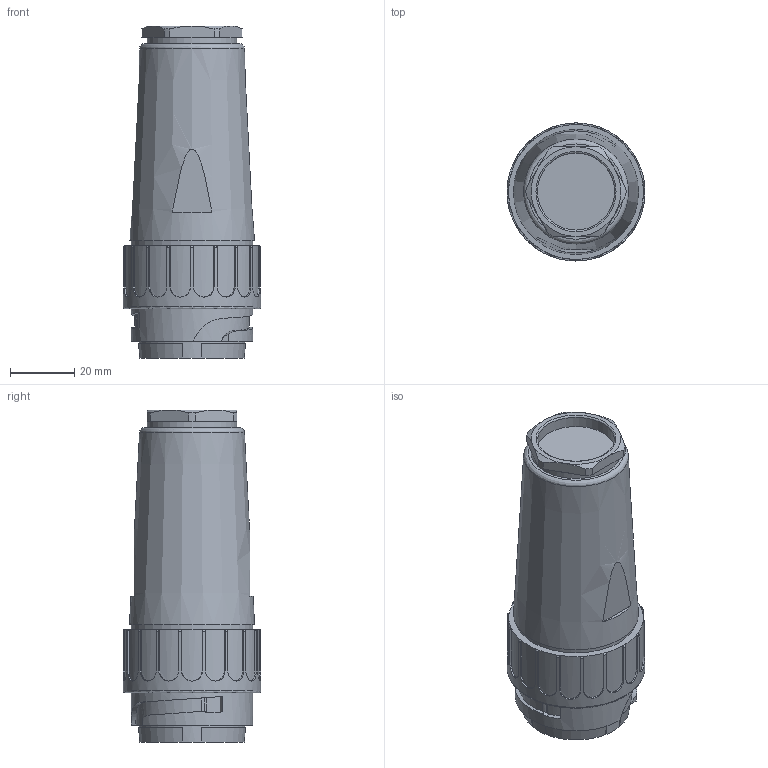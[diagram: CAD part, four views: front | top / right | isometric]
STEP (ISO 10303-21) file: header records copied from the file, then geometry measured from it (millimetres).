
FILE_DESCRIPTION(/* description */ (''),/* implementation_level */ '2;1');
FILE_NAME(/* name */ 'c016 10i012 005 2nxc001-01.stp',/* time_stamp */ '2019-07-08T08:55:29+02:00',/* author */ (''),/* organization */ (''),/* preprocessor_version */ 'ST-DEVELOPER v16.7',/* originating_system */ 'SIEMENS PLM Software NX 12.0',/* authorisation */ '');
FILE_SCHEMA (('AUTOMOTIVE_DESIGN { 1 0 10303 214 3 1 1 1 }'));
Length unit declared in the file: millimetre
Products named in the file (1): c016 10i012 005 2nxc001-01
Bounding box: 43 x 43 x 103.5 mm (x, y, z)
Volume: 99225.9 mm3; surface area: 18175.3 mm2
Topology: 1 solids, 1 shells, 324 faces, 840 edges, 537 vertices
Faces by surface type: plane 157, cylinder 125, bspline 20, cone 12, torus 10
Full cylindrical faces by diameter (mm): 3.7 x5, 4.9 x5, 24 x1, 28 x1, 29.1 x1, 33 x1, 38 x2, 43 x1
Entity records: 10745 total; most frequent: CARTESIAN_POINT 3200, ORIENTED_EDGE 1604, DIRECTION 1489, EDGE_CURVE 802, AXIS2_PLACEMENT_3D 563, VERTEX_POINT 527, EDGE_LOOP 371, LINE 363
